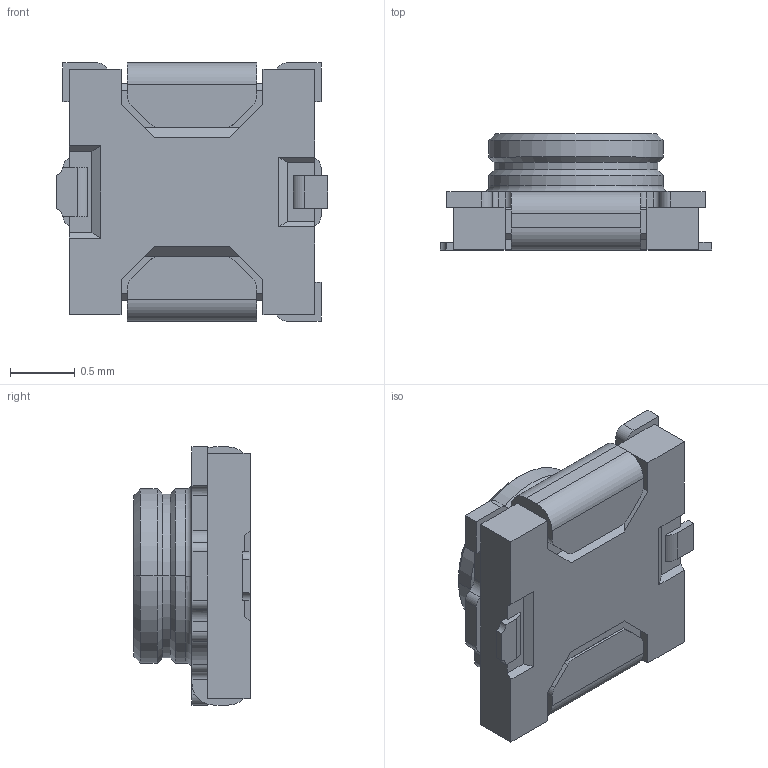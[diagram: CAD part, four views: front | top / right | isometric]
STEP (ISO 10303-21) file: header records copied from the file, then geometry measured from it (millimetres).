
FILE_DESCRIPTION((''),'2;1');
FILE_NAME('3SR0001R-3D0001','2023-05-05T14:26:58',('eng801'),(''),'CREO PARAMETRIC BY PTC INC, 2019010','CREO PARAMETRIC BY PTC INC, 2019010','');
FILE_SCHEMA(('CONFIG_CONTROL_DESIGN'));
Length unit declared in the file: millimetre
Products named in the file (1): 3SR0001R-3D0001
Bounding box: 2.1 x 0.9 x 2 mm (x, y, z)
Volume: 2 mm3; surface area: 16.7 mm2
Topology: 1 solids, 3 shells, 189 faces, 534 edges, 354 vertices
Faces by surface type: plane 119, cylinder 54, cone 8, torus 4, extrusion 4
Entity records: 6199 total; most frequent: CARTESIAN_POINT 1205, ORIENTED_EDGE 1028, DIRECTION 1021, EDGE_CURVE 514, VECTOR 375, LINE 371, VERTEX_POINT 334, AXIS2_PLACEMENT_3D 323
